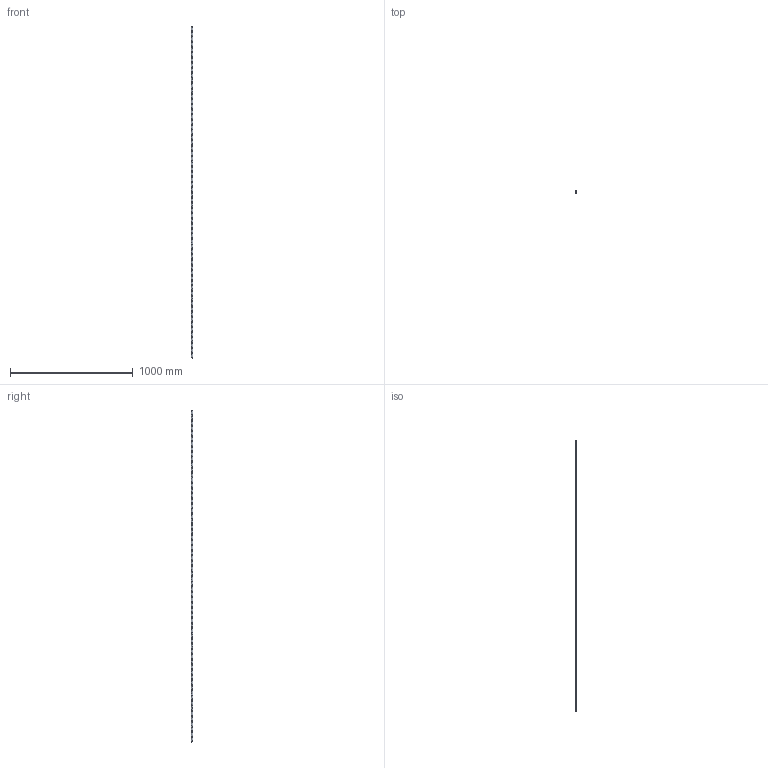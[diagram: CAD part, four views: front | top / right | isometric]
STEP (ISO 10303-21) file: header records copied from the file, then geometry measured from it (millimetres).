
FILE_DESCRIPTION (( 'STEP AP203' ), '1' );
FILE_NAME ('2015.step', '2015-09-17T14:54:03', ( '' ), ( '' ), 'SwSTEP 2.0', 'SolidWorks 2015', '' );
FILE_SCHEMA (( 'CONFIG_CONTROL_DESIGN' ));
Length unit declared in the file: millimetre
Products named in the file (1): 2015
Bounding box: 15 x 15.03 x 2700 mm (x, y, z)
Volume: 337567 mm3; surface area: 208085 mm2
Topology: 4 solids, 4 shells, 129 faces, 330 edges, 220 vertices
Faces by surface type: plane 73, bspline 56
Entity records: 11591 total; most frequent: CARTESIAN_POINT 8784, ORIENTED_EDGE 660, DIRECTION 358, EDGE_CURVE 330, VERTEX_POINT 220, LINE 210, VECTOR 210, EDGE_LOOP 140
